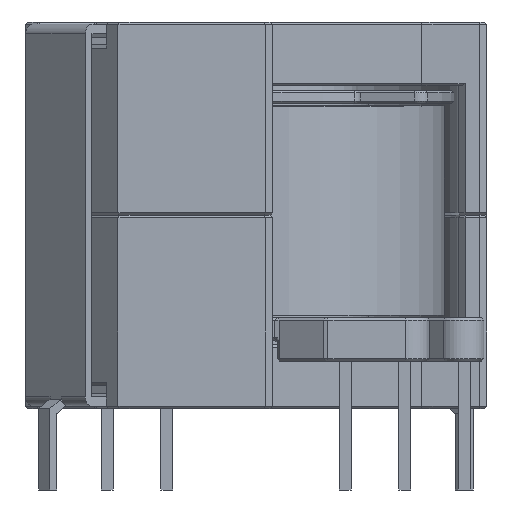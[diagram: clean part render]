
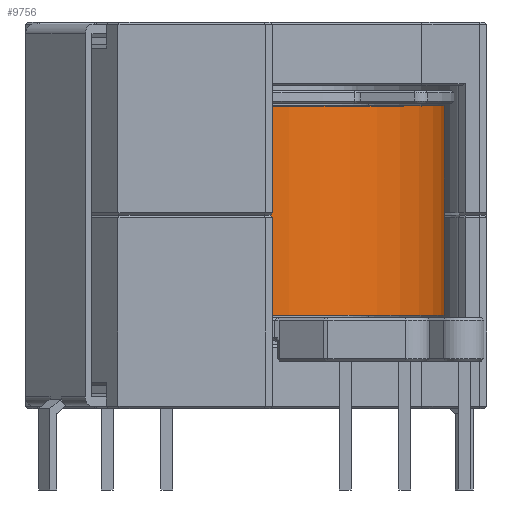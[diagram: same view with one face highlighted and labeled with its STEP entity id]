
A CAD part, front view. The second image highlights one B-rep face of the part: STEP entity #9756.
In plain terms, the highlighted cylindrical face has radius 8.027 mm (diameter 16.055 mm), a full revolution.
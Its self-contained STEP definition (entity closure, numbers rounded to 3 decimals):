
#59=CYLINDRICAL_SURFACE('',#10327,8.028);
#107=CIRCLE('',#10323,8.028);
#108=CIRCLE('',#10325,8.028);
#181=FACE_BOUND('',#1596,.T.);
#1025=FACE_OUTER_BOUND('',#1595,.T.);
#1595=EDGE_LOOP('',(#8001));
#1596=EDGE_LOOP('',(#8002));
#4746=VERTEX_POINT('',#15488);
#4747=VERTEX_POINT('',#15491);
#5866=EDGE_CURVE('',#4746,#4746,#107,.T.);
#5867=EDGE_CURVE('',#4747,#4747,#108,.T.);
#8001=ORIENTED_EDGE('',*,*,#5867,.F.);
#8002=ORIENTED_EDGE('',*,*,#5866,.F.);
#9756=ADVANCED_FACE('',(#1025,#181),#59,.T.);
#10323=AXIS2_PLACEMENT_3D('',#15489,#12119,#12120);
#10325=AXIS2_PLACEMENT_3D('',#15492,#12123,#12124);
#10327=AXIS2_PLACEMENT_3D('',#15495,#12127,#12128);
#12119=DIRECTION('center_axis',(0.,0.,1.));
#12120=DIRECTION('ref_axis',(-1.,0.,0.));
#12123=DIRECTION('center_axis',(0.,0.,-1.));
#12124=DIRECTION('ref_axis',(-1.,0.,0.));
#12127=DIRECTION('center_axis',(0.,0.,1.));
#12128=DIRECTION('ref_axis',(-1.,0.,0.));
#15488=CARTESIAN_POINT('',(8.028,0.,12.925));
#15489=CARTESIAN_POINT('Origin',(0.,0.,12.925));
#15491=CARTESIAN_POINT('',(8.028,0.,3.975));
#15492=CARTESIAN_POINT('Origin',(0.,0.,3.975));
#15495=CARTESIAN_POINT('Origin',(0.,0.,8.45));
